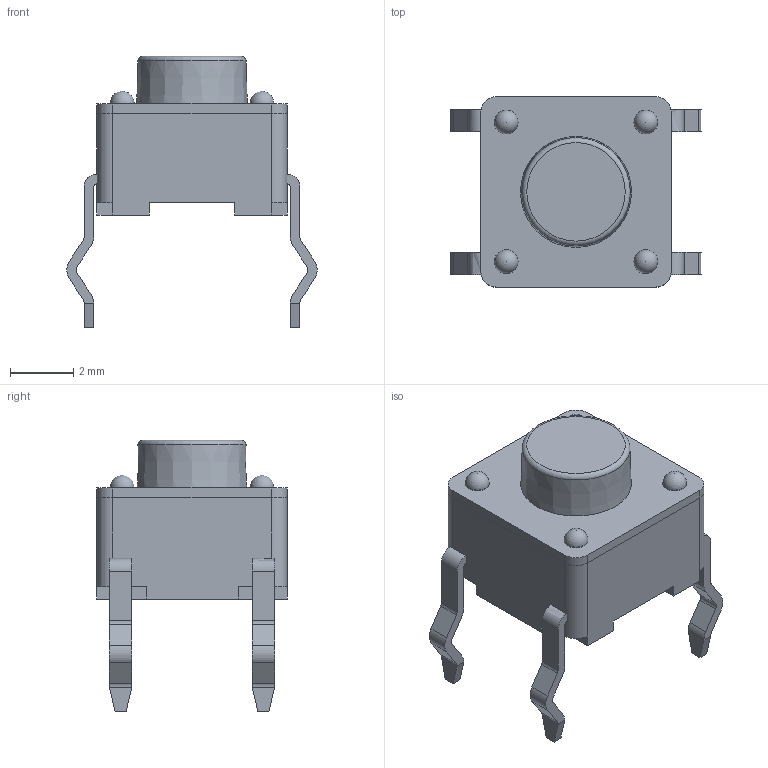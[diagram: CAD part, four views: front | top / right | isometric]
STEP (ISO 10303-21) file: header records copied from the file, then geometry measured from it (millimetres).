
FILE_DESCRIPTION((''),'2;1');
FILE_NAME('TL1105AFxxxx.stp','2011-04-11T09:21:13',('blarson'),(''),'Autodesk Inventor 11','Autodesk Inventor 11','');
FILE_SCHEMA(('AUTOMOTIVE_DESIGN { 1 0 10303 214 1 1 1 1 }'));
Length unit declared in the file: millimetre
Products named in the file (4): Assembly3; TL1105BODY; TL1105-3301ACTUATOR A 5; 1105-COVER-PLATE
Assembly tree (3 placements, depth 2):
  Assembly3
    TL1105BODY
    TL1105-3301ACTUATOR A 5
    1105-COVER-PLATE
Bounding box: 7.89 x 6 x 8.55 mm (x, y, z)
Volume: 109.3 mm3; surface area: 364.1 mm2
Topology: 3 solids, 3 shells, 232 faces, 617 edges, 401 vertices
Faces by surface type: plane 124, cylinder 59, bspline 43, sphere 4, torus 1, cone 1
Full cylindrical faces by diameter (mm): 0.75 x8, 1 x1, 3.5 x1, 5 x1
Entity records: 7415 total; most frequent: CARTESIAN_POINT 1656, ORIENTED_EDGE 1188, DIRECTION 1122, EDGE_CURVE 594, VECTOR 438, LINE 438, VERTEX_POINT 396, AXIS2_PLACEMENT_3D 342
